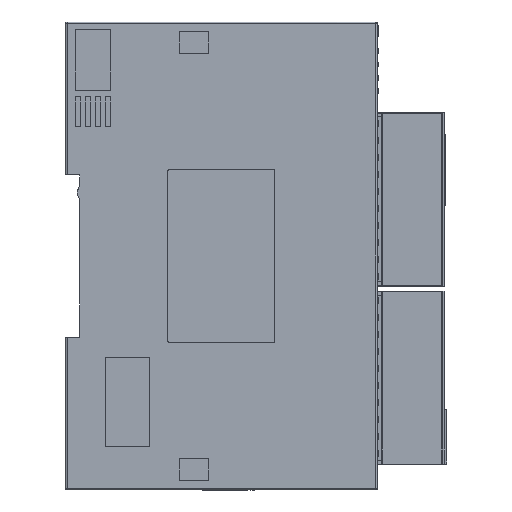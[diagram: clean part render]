
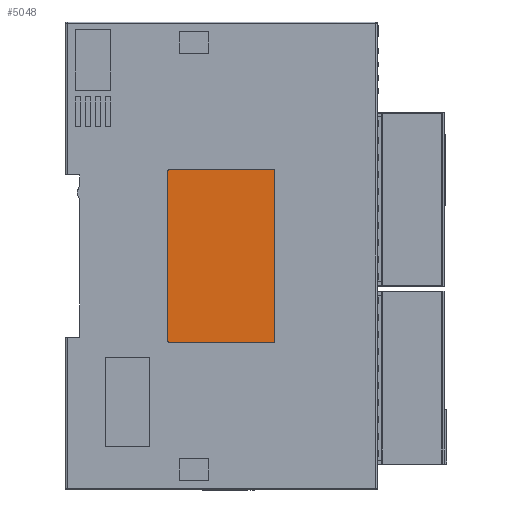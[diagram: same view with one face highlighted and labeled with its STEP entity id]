
A CAD part, left-side view. The second image highlights one B-rep face of the part: STEP entity #5048.
In plain terms, the highlighted planar face has unit normal (-1, 0, 0).
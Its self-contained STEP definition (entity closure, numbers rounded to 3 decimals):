
#5048=ADVANCED_FACE('',(#11900),#115002,.T.);
#11900=FACE_OUTER_BOUND('',#18996,.T.);
#18996=EDGE_LOOP('',(#45649,#45650,#45651,#45652,#45653,#45654,#45655,#45656));
#45649=ORIENTED_EDGE('',*,*,#72563,.T.);
#45650=ORIENTED_EDGE('',*,*,#72545,.T.);
#45651=ORIENTED_EDGE('',*,*,#72559,.T.);
#45652=ORIENTED_EDGE('',*,*,#72546,.T.);
#45653=ORIENTED_EDGE('',*,*,#72555,.T.);
#45654=ORIENTED_EDGE('',*,*,#72547,.T.);
#45655=ORIENTED_EDGE('',*,*,#72551,.T.);
#45656=ORIENTED_EDGE('',*,*,#72548,.T.);
#72545=EDGE_CURVE('',#105999,#106000,#91712,.T.);
#72546=EDGE_CURVE('',#106001,#106002,#91713,.T.);
#72547=EDGE_CURVE('',#106003,#106004,#91714,.T.);
#72548=EDGE_CURVE('',#106005,#105998,#91715,.T.);
#72551=EDGE_CURVE('',#106004,#106005,#79314,.T.);
#72555=EDGE_CURVE('',#106002,#106003,#79316,.T.);
#72559=EDGE_CURVE('',#106000,#106001,#79318,.T.);
#72563=EDGE_CURVE('',#105998,#105999,#79320,.T.);
#79314=(
BOUNDED_CURVE()
B_SPLINE_CURVE(2,(#225395,#225396,#225397),.UNSPECIFIED.,.F.,.F.)
B_SPLINE_CURVE_WITH_KNOTS((3,3),(-1.,0.),.UNSPECIFIED.)
CURVE()
GEOMETRIC_REPRESENTATION_ITEM()
RATIONAL_B_SPLINE_CURVE((1.,0.707,1.))
REPRESENTATION_ITEM('')
);
#79316=(
BOUNDED_CURVE()
B_SPLINE_CURVE(2,(#225405,#225406,#225407),.UNSPECIFIED.,.F.,.F.)
B_SPLINE_CURVE_WITH_KNOTS((3,3),(-1.,0.),.UNSPECIFIED.)
CURVE()
GEOMETRIC_REPRESENTATION_ITEM()
RATIONAL_B_SPLINE_CURVE((1.,0.707,1.))
REPRESENTATION_ITEM('')
);
#79318=(
BOUNDED_CURVE()
B_SPLINE_CURVE(2,(#225415,#225416,#225417),.UNSPECIFIED.,.F.,.F.)
B_SPLINE_CURVE_WITH_KNOTS((3,3),(-1.,0.),.UNSPECIFIED.)
CURVE()
GEOMETRIC_REPRESENTATION_ITEM()
RATIONAL_B_SPLINE_CURVE((1.,0.707,1.))
REPRESENTATION_ITEM('')
);
#79320=(
BOUNDED_CURVE()
B_SPLINE_CURVE(2,(#225425,#225426,#225427),.UNSPECIFIED.,.F.,.F.)
B_SPLINE_CURVE_WITH_KNOTS((3,3),(-1.,0.),.UNSPECIFIED.)
CURVE()
GEOMETRIC_REPRESENTATION_ITEM()
RATIONAL_B_SPLINE_CURVE((1.,0.707,1.))
REPRESENTATION_ITEM('')
);
#91712=B_SPLINE_CURVE_WITH_KNOTS('',1,(#225383,#225384),.UNSPECIFIED.,.F.,
 .F.,(2,2),(0.,23.),.UNSPECIFIED.);
#91713=B_SPLINE_CURVE_WITH_KNOTS('',1,(#225385,#225386),.UNSPECIFIED.,.F.,
 .F.,(2,2),(0.,38.),.UNSPECIFIED.);
#91714=B_SPLINE_CURVE_WITH_KNOTS('',1,(#225387,#225388),.UNSPECIFIED.,.F.,
 .F.,(2,2),(0.,23.),.UNSPECIFIED.);
#91715=B_SPLINE_CURVE_WITH_KNOTS('',1,(#225389,#225390),.UNSPECIFIED.,.F.,
 .F.,(2,2),(0.,38.),.UNSPECIFIED.);
#105998=VERTEX_POINT('',#184499);
#105999=VERTEX_POINT('',#184500);
#106000=VERTEX_POINT('',#184501);
#106001=VERTEX_POINT('',#184502);
#106002=VERTEX_POINT('',#184503);
#106003=VERTEX_POINT('',#184504);
#106004=VERTEX_POINT('',#184505);
#106005=VERTEX_POINT('',#184506);
#115002=PLANE('',#119933);
#119933=AXIS2_PLACEMENT_3D('',#164615,#124906,$);
#124906=DIRECTION('',(-1.,0.,0.));
#164615=CARTESIAN_POINT('',(-320.603,-71.468,212.686));
#184499=CARTESIAN_POINT('',(-320.603,-97.88,255.098));
#184500=CARTESIAN_POINT('',(-320.603,-97.38,255.598));
#184501=CARTESIAN_POINT('',(-320.603,-74.38,255.598));
#184502=CARTESIAN_POINT('',(-320.603,-73.88,255.098));
#184503=CARTESIAN_POINT('',(-320.603,-73.88,217.098));
#184504=CARTESIAN_POINT('',(-320.603,-74.38,216.598));
#184505=CARTESIAN_POINT('',(-320.603,-97.38,216.598));
#184506=CARTESIAN_POINT('',(-320.603,-97.88,217.098));
#225383=CARTESIAN_POINT('',(-320.603,-97.38,255.598));
#225384=CARTESIAN_POINT('',(-320.603,-74.38,255.598));
#225385=CARTESIAN_POINT('',(-320.603,-73.88,255.098));
#225386=CARTESIAN_POINT('',(-320.603,-73.88,217.098));
#225387=CARTESIAN_POINT('',(-320.603,-74.38,216.598));
#225388=CARTESIAN_POINT('',(-320.603,-97.38,216.598));
#225389=CARTESIAN_POINT('',(-320.603,-97.88,217.098));
#225390=CARTESIAN_POINT('',(-320.603,-97.88,255.098));
#225395=CARTESIAN_POINT('',(-320.603,-97.38,216.598));
#225396=CARTESIAN_POINT('',(-320.603,-97.88,216.598));
#225397=CARTESIAN_POINT('',(-320.603,-97.88,217.098));
#225405=CARTESIAN_POINT('',(-320.603,-73.88,217.098));
#225406=CARTESIAN_POINT('',(-320.603,-73.88,216.598));
#225407=CARTESIAN_POINT('',(-320.603,-74.38,216.598));
#225415=CARTESIAN_POINT('',(-320.603,-74.38,255.598));
#225416=CARTESIAN_POINT('',(-320.603,-73.88,255.598));
#225417=CARTESIAN_POINT('',(-320.603,-73.88,255.098));
#225425=CARTESIAN_POINT('',(-320.603,-97.88,255.098));
#225426=CARTESIAN_POINT('',(-320.603,-97.88,255.598));
#225427=CARTESIAN_POINT('',(-320.603,-97.38,255.598));
